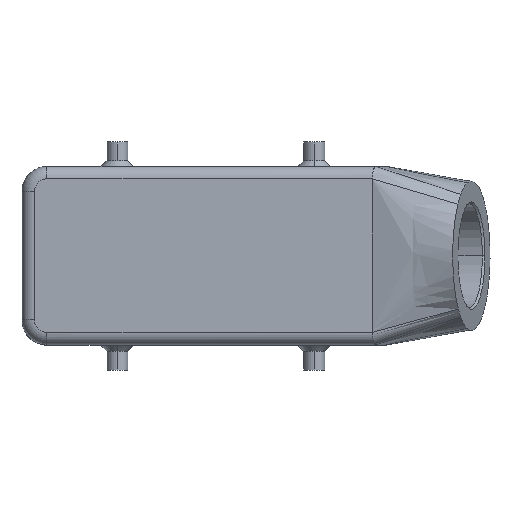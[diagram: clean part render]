
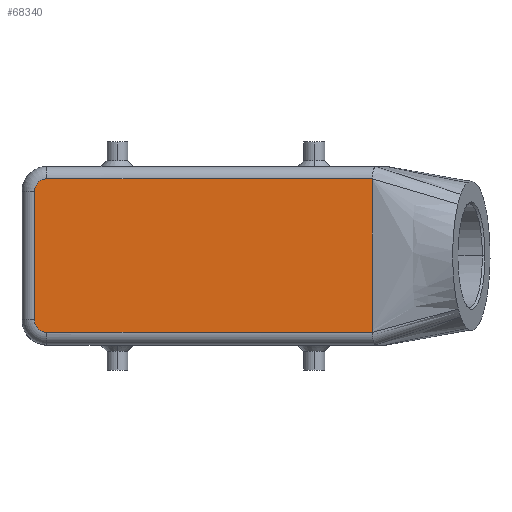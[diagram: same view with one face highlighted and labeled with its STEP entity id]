
A CAD part, top view. The second image highlights one B-rep face of the part: STEP entity #68340.
In plain terms, the highlighted planar face has unit normal (0, 0, 1).
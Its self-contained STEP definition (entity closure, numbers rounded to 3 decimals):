
#42750=CARTESIAN_POINT('',(37.75,18.5,63.));
#42760=VERTEX_POINT('',#42750);
#42810=CARTESIAN_POINT('',(-40.75,18.5,63.));
#42820=DIRECTION('',(1.,0.,0.));
#42830=VECTOR('',#42820,78.5);
#42840=LINE('',#42810,#42830);
#42850=CARTESIAN_POINT('',(-40.75,18.5,63.));
#42860=VERTEX_POINT('',#42850);
#42870=EDGE_CURVE('',#42860,#42760,#42840,.T.);
#43370=CARTESIAN_POINT('',(-43.75,15.5,63.));
#43380=VERTEX_POINT('',#43370);
#43410=CARTESIAN_POINT('',(-43.75,-15.5,63.));
#43420=DIRECTION('',(0.,1.,0.));
#43430=VECTOR('',#43420,31.);
#43440=LINE('',#43410,#43430);
#43450=CARTESIAN_POINT('',(-43.75,-15.5,63.));
#43460=VERTEX_POINT('',#43450);
#43470=EDGE_CURVE('',#43460,#43380,#43440,.T.);
#43710=CARTESIAN_POINT('',(37.75,-18.5,63.));
#43720=DIRECTION('',(-1.,0.,0.));
#43730=VECTOR('',#43720,78.5);
#43740=LINE('',#43710,#43730);
#43750=CARTESIAN_POINT('',(37.75,-18.5,63.));
#43760=VERTEX_POINT('',#43750);
#43770=CARTESIAN_POINT('',(-40.75,-18.5,63.));
#43780=VERTEX_POINT('',#43770);
#43790=EDGE_CURVE('',#43760,#43780,#43740,.T.);
#61040=CARTESIAN_POINT('',(37.75,-18.5,63.));
#61050=DIRECTION('',(0.,1.,0.));
#61060=VECTOR('',#61050,0.503);
#61070=LINE('',#61040,#61060);
#61080=CARTESIAN_POINT('',(37.75,-17.997,63.));
#61090=VERTEX_POINT('',#61080);
#61100=EDGE_CURVE('',#43760,#61090,#61070,.T.);
#61120=CARTESIAN_POINT('',(37.75,-17.997,63.));
#61130=DIRECTION('',(0.,1.,0.));
#61140=VECTOR('',#61130,36.497);
#61150=LINE('',#61120,#61140);
#61160=EDGE_CURVE('',#61090,#42760,#61150,.T.);
#67030=CARTESIAN_POINT('',(-40.75,-15.5,63.));
#67040=DIRECTION('',(0.,0.,-1.));
#67050=DIRECTION('',(-0.707,-0.707,
0.));
#67060=AXIS2_PLACEMENT_3D('',#67030,#67040,#67050);
#67070=CIRCLE('',#67060,3.);
#67080=EDGE_CURVE('',#43780,#43460,#67070,.T.);
#67710=CARTESIAN_POINT('',(-40.75,15.5,63.));
#67720=DIRECTION('',(0.,0.,-1.));
#67730=DIRECTION('',(-0.707,0.707,
0.));
#67740=AXIS2_PLACEMENT_3D('',#67710,#67720,#67730);
#67750=CIRCLE('',#67740,3.);
#67760=EDGE_CURVE('',#43380,#42860,#67750,.T.);
#68200=CARTESIAN_POINT('',(37.75,0.,63.));
#68210=DIRECTION('',(0.,0.,1.));
#68220=DIRECTION('',(1.,0.,0.));
#68230=AXIS2_PLACEMENT_3D('',#68200,#68210,#68220);
#68240=PLANE('',#68230);
#68250=ORIENTED_EDGE('',*,*,#61160,.T.);
#68260=ORIENTED_EDGE('',*,*,#61100,.T.);
#68270=ORIENTED_EDGE('',*,*,#43790,.F.);
#68280=ORIENTED_EDGE('',*,*,#67080,.F.);
#68290=ORIENTED_EDGE('',*,*,#43470,.F.);
#68300=ORIENTED_EDGE('',*,*,#67760,.F.);
#68310=ORIENTED_EDGE('',*,*,#42870,.F.);
#68320=EDGE_LOOP('',(#68310,#68300,#68290,#68280,#68270,#68260,#68250));
#68330=FACE_OUTER_BOUND('',#68320,.T.);
#68340=ADVANCED_FACE('',(#68330),#68240,.T.);
